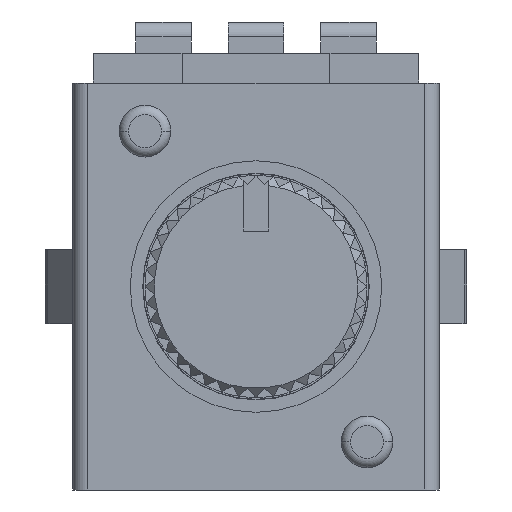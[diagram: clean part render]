
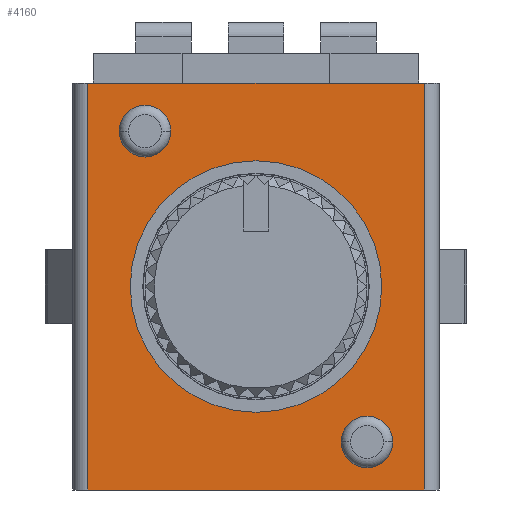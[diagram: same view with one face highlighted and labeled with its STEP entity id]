
A CAD part, front view. The second image highlights one B-rep face of the part: STEP entity #4160.
In plain terms, the highlighted planar face has unit normal (0, -1, 0).
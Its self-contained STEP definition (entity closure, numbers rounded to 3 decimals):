
#614=DIRECTION('',(1.,0.,0.));
#615=VECTOR('',#614,9.1);
#616=CARTESIAN_POINT('',(-4.55,-0.4,-5.5));
#617=LINE('',#616,#615);
#651=DIRECTION('',(0.,0.,-1.));
#652=VECTOR('',#651,11.);
#653=CARTESIAN_POINT('',(-4.55,-0.4,5.5));
#654=LINE('',#653,#652);
#655=DIRECTION('',(1.,0.,0.));
#656=VECTOR('',#655,9.1);
#657=CARTESIAN_POINT('',(-4.55,-0.4,5.5));
#658=LINE('',#657,#656);
#659=CARTESIAN_POINT('',(0.,-0.4,0.));
#660=DIRECTION('',(0.,-1.,0.));
#661=DIRECTION('',(1.,0.,0.));
#662=AXIS2_PLACEMENT_3D('',#659,#660,#661);
#664=CARTESIAN_POINT('',(0.,-0.4,0.));
#665=DIRECTION('',(0.,-1.,0.));
#666=DIRECTION('',(-1.,0.,0.));
#667=AXIS2_PLACEMENT_3D('',#664,#665,#666);
#669=CARTESIAN_POINT('',(3.,-0.4,-4.2));
#670=DIRECTION('',(0.,-1.,0.));
#671=DIRECTION('',(0.,0.,-1.));
#672=AXIS2_PLACEMENT_3D('',#669,#670,#671);
#674=CARTESIAN_POINT('',(3.,-0.4,-4.2));
#675=DIRECTION('',(0.,-1.,0.));
#676=DIRECTION('',(0.,0.,1.));
#677=AXIS2_PLACEMENT_3D('',#674,#675,#676);
#679=CARTESIAN_POINT('',(-3.,-0.4,4.2));
#680=DIRECTION('',(0.,-1.,0.));
#681=DIRECTION('',(0.,0.,1.));
#682=AXIS2_PLACEMENT_3D('',#679,#680,#681);
#684=CARTESIAN_POINT('',(-3.,-0.4,4.2));
#685=DIRECTION('',(0.,-1.,0.));
#686=DIRECTION('',(0.,0.,-1.));
#687=AXIS2_PLACEMENT_3D('',#684,#685,#686);
#689=DIRECTION('',(0.,0.,1.));
#690=VECTOR('',#689,11.);
#691=CARTESIAN_POINT('',(4.55,-0.4,-5.5));
#692=LINE('',#691,#690);
#2583=CARTESIAN_POINT('',(-4.55,-0.4,-5.5));
#2584=VERTEX_POINT('',#2583);
#2585=CARTESIAN_POINT('',(4.55,-0.4,-5.5));
#2586=VERTEX_POINT('',#2585);
#2643=CARTESIAN_POINT('',(3.4,-0.4,0.));
#2644=CARTESIAN_POINT('',(-3.4,-0.4,0.));
#2645=VERTEX_POINT('',#2643);
#2646=VERTEX_POINT('',#2644);
#2647=CARTESIAN_POINT('',(-4.55,-0.4,5.5));
#2648=VERTEX_POINT('',#2647);
#2649=CARTESIAN_POINT('',(4.55,-0.4,5.5));
#2650=VERTEX_POINT('',#2649);
#2651=CARTESIAN_POINT('',(3.,-0.4,-4.9));
#2652=CARTESIAN_POINT('',(3.,-0.4,-3.5));
#2653=VERTEX_POINT('',#2651);
#2654=VERTEX_POINT('',#2652);
#2655=CARTESIAN_POINT('',(-3.,-0.4,4.9));
#2656=CARTESIAN_POINT('',(-3.,-0.4,3.5));
#2657=VERTEX_POINT('',#2655);
#2658=VERTEX_POINT('',#2656);
#4130=CARTESIAN_POINT('',(-4.55,-0.4,-5.5));
#4131=DIRECTION('',(0.,-1.,0.));
#4132=DIRECTION('',(1.,0.,0.));
#4133=AXIS2_PLACEMENT_3D('',#4130,#4131,#4132);
#4134=PLANE('',#4133);
#4135=ORIENTED_EDGE('',*,*,#4099,.F.);
#4136=ORIENTED_EDGE('',*,*,#4125,.F.);
#4137=ORIENTED_EDGE('',*,*,#3796,.T.);
#4139=ORIENTED_EDGE('',*,*,#4138,.F.);
#4140=EDGE_LOOP('',(#4135,#4136,#4137,#4139));
#4141=FACE_OUTER_BOUND('',#4140,.F.);
#4143=ORIENTED_EDGE('',*,*,#4142,.T.);
#4145=ORIENTED_EDGE('',*,*,#4144,.T.);
#4146=EDGE_LOOP('',(#4143,#4145));
#4147=FACE_BOUND('',#4146,.F.);
#4149=ORIENTED_EDGE('',*,*,#4148,.T.);
#4151=ORIENTED_EDGE('',*,*,#4150,.T.);
#4152=EDGE_LOOP('',(#4149,#4151));
#4153=FACE_BOUND('',#4152,.F.);
#4155=ORIENTED_EDGE('',*,*,#4154,.T.);
#4157=ORIENTED_EDGE('',*,*,#4156,.T.);
#4158=EDGE_LOOP('',(#4155,#4157));
#4159=FACE_BOUND('',#4158,.F.);
#4160=ADVANCED_FACE('',(#4141,#4147,#4153,#4159),#4134,.T.);
#663=CIRCLE('',#662,3.4);
#668=CIRCLE('',#667,3.4);
#673=CIRCLE('',#672,0.7);
#678=CIRCLE('',#677,0.7);
#683=CIRCLE('',#682,0.7);
#688=CIRCLE('',#687,0.7);
#3796=EDGE_CURVE('',#2648,#2650,#658,.T.);
#4099=EDGE_CURVE('',#2584,#2586,#617,.T.);
#4125=EDGE_CURVE('',#2648,#2584,#654,.T.);
#4138=EDGE_CURVE('',#2586,#2650,#692,.T.);
#4142=EDGE_CURVE('',#2645,#2646,#663,.T.);
#4144=EDGE_CURVE('',#2646,#2645,#668,.T.);
#4148=EDGE_CURVE('',#2653,#2654,#673,.T.);
#4150=EDGE_CURVE('',#2654,#2653,#678,.T.);
#4154=EDGE_CURVE('',#2657,#2658,#683,.T.);
#4156=EDGE_CURVE('',#2658,#2657,#688,.T.);
